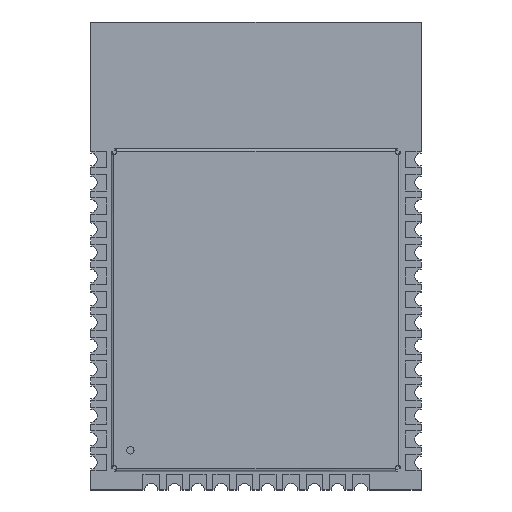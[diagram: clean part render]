
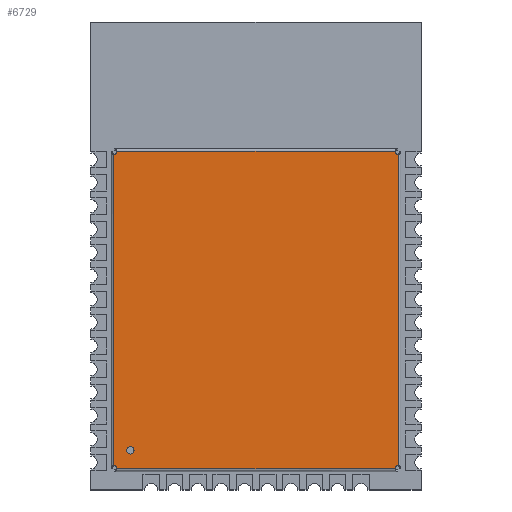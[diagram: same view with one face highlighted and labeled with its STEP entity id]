
A CAD part, top view. The second image highlights one B-rep face of the part: STEP entity #6729.
In plain terms, the highlighted planar face has unit normal (0, 0, 1).
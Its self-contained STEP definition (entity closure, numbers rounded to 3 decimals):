
#309=CIRCLE('',#7255,0.15);
#311=CIRCLE('',#7258,0.15);
#315=CIRCLE('',#7263,0.2);
#316=CIRCLE('',#7264,0.2);
#319=CIRCLE('',#7269,0.15);
#320=CIRCLE('',#7270,0.15);
#344=FACE_BOUND('',#956,.T.);
#609=FACE_OUTER_BOUND('',#955,.T.);
#955=EDGE_LOOP('',(#5644,#5645,#5646,#5647,#5648,#5649,#5650,#5651));
#956=EDGE_LOOP('',(#5652,#5653));
#1753=LINE('',#10885,#2495);
#1754=LINE('',#10886,#2496);
#1755=LINE('',#10888,#2497);
#1756=LINE('',#10892,#2498);
#2495=VECTOR('',#8899,1000.);
#2496=VECTOR('',#8900,1000.);
#2497=VECTOR('',#8901,1000.);
#2498=VECTOR('',#8904,1000.);
#3149=VERTEX_POINT('',#10837);
#3150=VERTEX_POINT('',#10838);
#3155=VERTEX_POINT('',#10850);
#3156=VERTEX_POINT('',#10851);
#3163=VERTEX_POINT('',#10867);
#3164=VERTEX_POINT('',#10869);
#3169=VERTEX_POINT('',#10884);
#3170=VERTEX_POINT('',#10887);
#3171=VERTEX_POINT('',#10889);
#3172=VERTEX_POINT('',#10891);
#4059=EDGE_CURVE('',#3149,#3150,#309,.T.);
#4065=EDGE_CURVE('',#3155,#3156,#311,.T.);
#4074=EDGE_CURVE('',#3163,#3164,#315,.T.);
#4075=EDGE_CURVE('',#3164,#3163,#316,.T.);
#4082=EDGE_CURVE('',#3169,#3149,#1753,.T.);
#4083=EDGE_CURVE('',#3150,#3155,#1754,.T.);
#4084=EDGE_CURVE('',#3156,#3170,#1755,.T.);
#4085=EDGE_CURVE('',#3170,#3171,#319,.T.);
#4086=EDGE_CURVE('',#3171,#3172,#1756,.T.);
#4087=EDGE_CURVE('',#3172,#3169,#320,.T.);
#5644=ORIENTED_EDGE('',*,*,#4082,.T.);
#5645=ORIENTED_EDGE('',*,*,#4059,.T.);
#5646=ORIENTED_EDGE('',*,*,#4083,.T.);
#5647=ORIENTED_EDGE('',*,*,#4065,.T.);
#5648=ORIENTED_EDGE('',*,*,#4084,.T.);
#5649=ORIENTED_EDGE('',*,*,#4085,.T.);
#5650=ORIENTED_EDGE('',*,*,#4086,.T.);
#5651=ORIENTED_EDGE('',*,*,#4087,.T.);
#5652=ORIENTED_EDGE('',*,*,#4075,.F.);
#5653=ORIENTED_EDGE('',*,*,#4074,.F.);
#6326=PLANE('',#7268);
#6729=ADVANCED_FACE('',(#609,#344),#6326,.F.);
#7255=AXIS2_PLACEMENT_3D('',#10839,#8858,#8859);
#7258=AXIS2_PLACEMENT_3D('',#10852,#8868,#8869);
#7263=AXIS2_PLACEMENT_3D('',#10870,#8883,#8884);
#7264=AXIS2_PLACEMENT_3D('',#10871,#8885,#8886);
#7268=AXIS2_PLACEMENT_3D('',#10883,#8897,#8898);
#7269=AXIS2_PLACEMENT_3D('',#10890,#8902,#8903);
#7270=AXIS2_PLACEMENT_3D('',#10893,#8905,#8906);
#8858=DIRECTION('center_axis',(0.,0.,-1.));
#8859=DIRECTION('ref_axis',(0.,1.,0.));
#8868=DIRECTION('center_axis',(0.,0.,-1.));
#8869=DIRECTION('ref_axis',(0.,1.,0.));
#8883=DIRECTION('center_axis',(0.,0.,1.));
#8884=DIRECTION('ref_axis',(0.,-1.,0.));
#8885=DIRECTION('center_axis',(0.,0.,1.));
#8886=DIRECTION('ref_axis',(0.,-1.,0.));
#8897=DIRECTION('center_axis',(0.,0.,-1.));
#8898=DIRECTION('ref_axis',(0.,1.,0.));
#8899=DIRECTION('',(0.,-1.,0.));
#8900=DIRECTION('',(1.,0.,0.));
#8901=DIRECTION('',(0.,1.,0.));
#8902=DIRECTION('center_axis',(0.,0.,-1.));
#8903=DIRECTION('ref_axis',(0.,1.,0.));
#8904=DIRECTION('',(-1.,0.,0.));
#8905=DIRECTION('center_axis',(0.,0.,-1.));
#8906=DIRECTION('ref_axis',(0.,1.,0.));
#10837=CARTESIAN_POINT('',(-7.75,-11.431,3.2));
#10838=CARTESIAN_POINT('',(-7.581,-11.6,3.2));
#10839=CARTESIAN_POINT('Origin',(-7.729,-11.579,3.2));
#10850=CARTESIAN_POINT('',(7.581,-11.6,3.2));
#10851=CARTESIAN_POINT('',(7.75,-11.431,3.2));
#10852=CARTESIAN_POINT('Origin',(7.729,-11.579,3.2));
#10867=CARTESIAN_POINT('',(-6.846,-10.395,3.2));
#10869=CARTESIAN_POINT('',(-6.846,-10.795,3.2));
#10870=CARTESIAN_POINT('Origin',(-6.846,-10.595,3.2));
#10871=CARTESIAN_POINT('Origin',(-6.846,-10.595,3.2));
#10883=CARTESIAN_POINT('Origin',(0.,0.,
3.2));
#10884=CARTESIAN_POINT('',(-7.75,5.531,3.2));
#10885=CARTESIAN_POINT('',(-7.75,5.7,3.2));
#10886=CARTESIAN_POINT('',(-7.75,-11.6,3.2));
#10887=CARTESIAN_POINT('',(7.75,5.531,3.2));
#10888=CARTESIAN_POINT('',(7.75,-11.6,3.2));
#10889=CARTESIAN_POINT('',(7.581,5.7,3.2));
#10890=CARTESIAN_POINT('Origin',(7.729,5.679,3.2));
#10891=CARTESIAN_POINT('',(-7.581,5.7,3.2));
#10892=CARTESIAN_POINT('',(7.75,5.7,3.2));
#10893=CARTESIAN_POINT('Origin',(-7.729,5.679,3.2));
